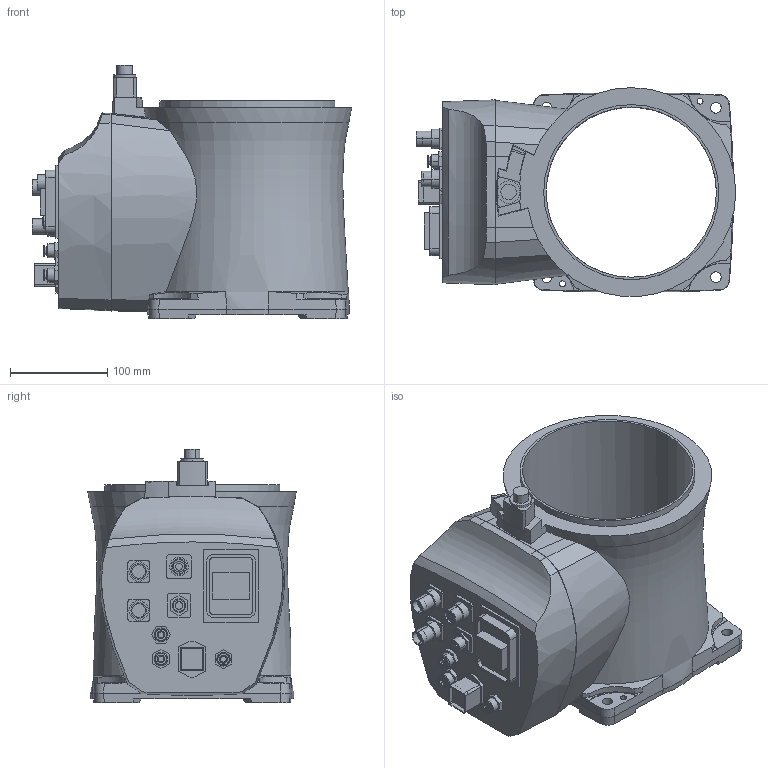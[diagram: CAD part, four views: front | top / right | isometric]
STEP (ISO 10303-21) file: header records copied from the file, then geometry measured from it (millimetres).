
FILE_DESCRIPTION((''),'2;1');
FILE_NAME('GREPC1BDNVPG_4','2022-05-11T18:51:04',('beth0005'),(''),'CREO PARAMETRIC BY PTC INC, 2020454','CREO PARAMETRIC BY PTC INC, 2020454','');
FILE_SCHEMA(('CONFIG_CONTROL_DESIGN'));
Length unit declared in the file: millimetre
Products named in the file (1): GREPC1BDNVPG_4
Bounding box: 328.38 x 214.44 x 260.8 mm (x, y, z)
Volume: 3435282.8 mm3; surface area: 448340.3 mm2
Topology: 1 solids, 1 shells, 383 faces, 996 edges, 663 vertices
Faces by surface type: plane 197, cylinder 129, cone 29, bspline 18, extrusion 4, sphere 3, revolution 2, torus 1
Entity records: 13158 total; most frequent: CARTESIAN_POINT 3821, ORIENTED_EDGE 1992, DIRECTION 1837, EDGE_CURVE 996, AXIS2_PLACEMENT_3D 684, VERTEX_POINT 663, VECTOR 467, LINE 463
